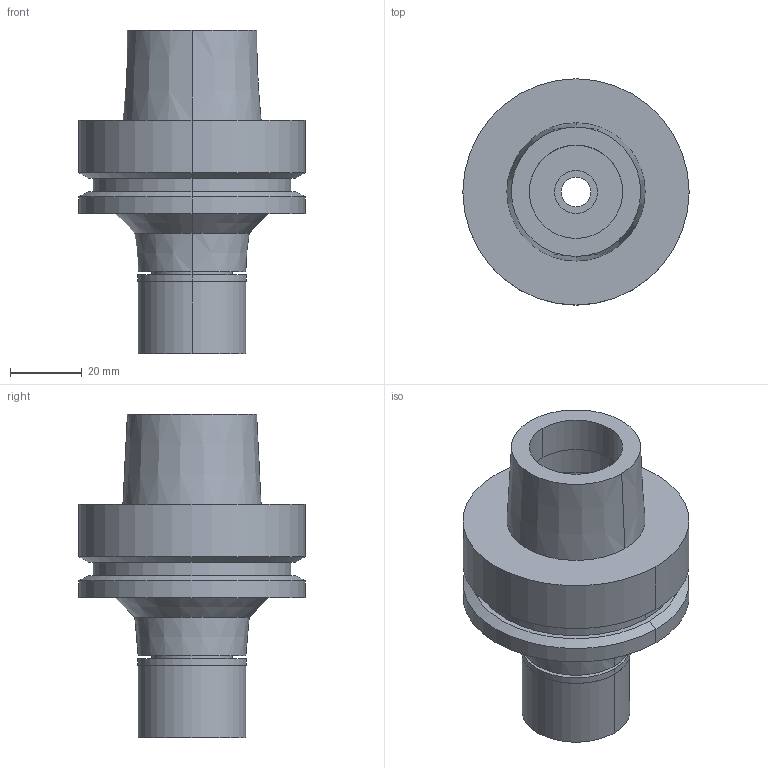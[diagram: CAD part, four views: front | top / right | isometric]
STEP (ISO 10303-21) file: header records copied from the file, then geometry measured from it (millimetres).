
FILE_DESCRIPTION (( 'STEP AP203' ), '1' );
FILE_NAME ('HSK-F63-MEGA8E-65.stp', '2019-07-03T16:25:11', ( '' ), ( '' ), 'SwSTEP 2.0', 'SolidWorks 2019', '' );
FILE_SCHEMA (( 'CONFIG_CONTROL_DESIGN' ));
Length unit declared in the file: millimetre
Products named in the file (7): DXF_TEMP_ASSY_ASM_4_ASM.stp; HSK-F63-MEGA8E-65-080.stp; HF63ME08065-080_ASM.stp; HSK-F63-MEGA8E-65-080-FreeParts; MEN8_1.stp; HSK-F63-MEGA8E-65; HSK-F63-MEGA8E-65_1.stp
Assembly tree (5 placements, depth 5):
  HSK-F63-MEGA8E-65-080-FreeParts
  HSK-F63-MEGA8E-65
    HSK-F63-MEGA8E-65-080.stp
      HF63ME08065-080_ASM.stp
        DXF_TEMP_ASSY_ASM_4_ASM.stp
          HSK-F63-MEGA8E-65_1.stp
          MEN8_1.stp
Bounding box: 63 x 63 x 90 mm (x, y, z)
Volume: 106738.6 mm3; surface area: 27065.1 mm2
Topology: 2 solids, 2 shells, 78 faces, 156 edges, 94 vertices
Faces by surface type: cylinder 38, cone 22, plane 16, torus 2
Entity records: 2762 total; most frequent: DIRECTION 430, CARTESIAN_POINT 339, ORIENTED_EDGE 312, AXIS2_PLACEMENT_3D 185, EDGE_CURVE 156, CIRCLE 96, VERTEX_POINT 94, EDGE_LOOP 94
